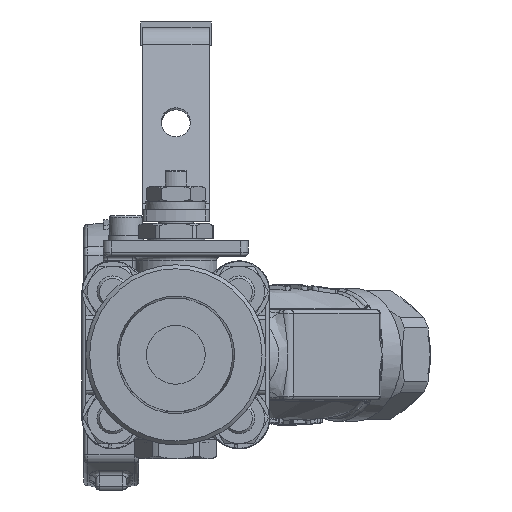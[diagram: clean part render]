
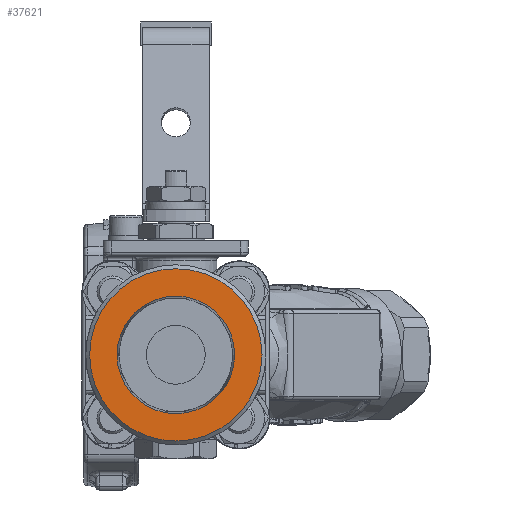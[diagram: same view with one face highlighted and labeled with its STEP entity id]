
A CAD part, left-side view. The second image highlights one B-rep face of the part: STEP entity #37621.
In plain terms, the highlighted planar face has unit normal (-1, 0, 0).
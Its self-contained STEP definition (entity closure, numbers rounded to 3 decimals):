
#3663=FACE_BOUND('',#7097,.T.);
#3841=PLANE('',#40036);
#4747=FACE_OUTER_BOUND('',#7096,.T.);
#7096=EDGE_LOOP('',(#25210));
#7097=EDGE_LOOP('',(#25211));
#13518=CIRCLE('',#40035,15.003);
#13519=CIRCLE('',#40037,22.);
#15571=VERTEX_POINT('',#55437);
#15572=VERTEX_POINT('',#55441);
#19230=EDGE_CURVE('',#15571,#15571,#13518,.T.);
#19232=EDGE_CURVE('',#15572,#15572,#13519,.T.);
#25210=ORIENTED_EDGE('',*,*,#19232,.F.);
#25211=ORIENTED_EDGE('',*,*,#19230,.T.);
#37621=ADVANCED_FACE('',(#4747,#3663),#3841,.T.);
#40035=AXIS2_PLACEMENT_3D('',#55438,#44594,#44595);
#40036=AXIS2_PLACEMENT_3D('',#55440,#44597,#44598);
#40037=AXIS2_PLACEMENT_3D('',#55442,#44599,#44600);
#44594=DIRECTION('center_axis',(1.,0.,0.));
#44595=DIRECTION('ref_axis',(0.,-1.,0.));
#44597=DIRECTION('center_axis',(-1.,0.,0.));
#44598=DIRECTION('ref_axis',(0.,-1.,0.));
#44599=DIRECTION('center_axis',(1.,0.,0.));
#44600=DIRECTION('ref_axis',(0.,1.,0.));
#55437=CARTESIAN_POINT('',(-250.036,33.836,-1.517));
#55438=CARTESIAN_POINT('Origin',(-250.036,18.833,-1.517));
#55440=CARTESIAN_POINT('Origin',(-250.036,18.833,-1.517));
#55441=CARTESIAN_POINT('',(-250.036,-3.167,-1.517));
#55442=CARTESIAN_POINT('Origin',(-250.036,18.833,-1.517));
